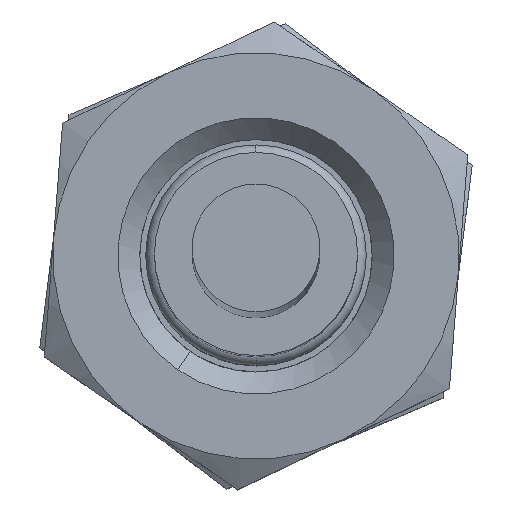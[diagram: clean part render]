
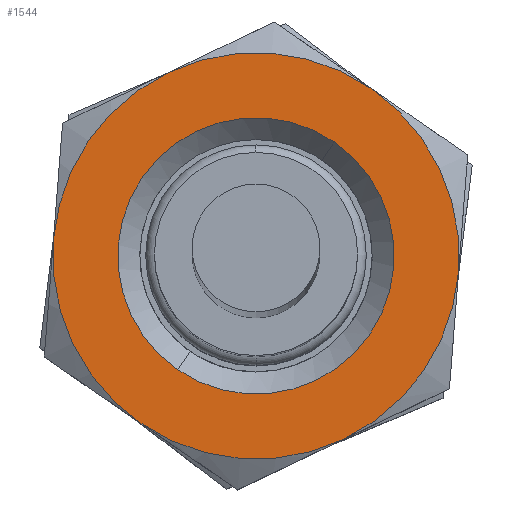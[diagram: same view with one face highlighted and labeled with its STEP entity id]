
A CAD part, top view. The second image highlights one B-rep face of the part: STEP entity #1544.
In plain terms, the highlighted planar face has unit normal (0, 0, 1).
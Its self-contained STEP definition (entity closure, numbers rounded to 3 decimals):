
#82=CARTESIAN_POINT('',(0.,0.,11.067));
#83=DIRECTION('',(0.,0.,-1.));
#84=DIRECTION('',(-0.566,-0.824,0.));
#85=AXIS2_PLACEMENT_3D('',#82,#83,#84);
#91=CARTESIAN_POINT('',(0.,0.,11.067));
#92=DIRECTION('',(0.,0.,-1.));
#93=DIRECTION('',(0.566,0.824,0.));
#94=AXIS2_PLACEMENT_3D('',#91,#92,#93);
#110=CARTESIAN_POINT('',(0.,0.,11.067));
#111=DIRECTION('',(0.,0.,-1.));
#112=DIRECTION('',(0.997,-0.078,0.));
#113=AXIS2_PLACEMENT_3D('',#110,#111,#112);
#115=CARTESIAN_POINT('',(0.,0.,11.067));
#116=DIRECTION('',(0.,0.,-1.));
#117=DIRECTION('',(0.824,-0.566,0.));
#118=AXIS2_PLACEMENT_3D('',#115,#116,#117);
#120=CARTESIAN_POINT('',(0.,0.,11.067));
#121=DIRECTION('',(0.,0.,-1.));
#122=DIRECTION('',(0.431,-0.902,0.));
#123=AXIS2_PLACEMENT_3D('',#120,#121,#122);
#125=CARTESIAN_POINT('',(0.,0.,11.067));
#126=DIRECTION('',(0.,0.,-1.));
#127=DIRECTION('',(-0.566,-0.824,0.));
#128=AXIS2_PLACEMENT_3D('',#125,#126,#127);
#130=CARTESIAN_POINT('',(0.,0.,11.067));
#131=DIRECTION('',(0.,0.,-1.));
#132=DIRECTION('',(-0.997,0.078,0.));
#133=AXIS2_PLACEMENT_3D('',#130,#131,#132);
#135=CARTESIAN_POINT('',(0.,0.,11.067));
#136=DIRECTION('',(0.,0.,-1.));
#137=DIRECTION('',(-0.824,0.566,0.));
#138=AXIS2_PLACEMENT_3D('',#135,#136,#137);
#140=CARTESIAN_POINT('',(0.,0.,11.067));
#141=DIRECTION('',(0.,0.,-1.));
#142=DIRECTION('',(-0.431,0.902,0.));
#143=AXIS2_PLACEMENT_3D('',#140,#141,#142);
#145=CARTESIAN_POINT('',(0.,0.,11.067));
#146=DIRECTION('',(0.,0.,-1.));
#147=DIRECTION('',(0.566,0.824,0.));
#148=AXIS2_PLACEMENT_3D('',#145,#146,#147);
#382=CARTESIAN_POINT('',(-3.489,0.273,11.067));
#406=CARTESIAN_POINT('',(-1.981,-2.885,11.067));
#1292=VERTEX_POINT('',#382);
#1293=VERTEX_POINT('',#406);
#1295=CARTESIAN_POINT('',(1.508,-3.158,11.067));
#1296=VERTEX_POINT('',#1295);
#1297=CARTESIAN_POINT('',(-1.508,3.158,11.067));
#1298=CARTESIAN_POINT('',(1.981,2.885,11.067));
#1299=VERTEX_POINT('',#1297);
#1300=VERTEX_POINT('',#1298);
#1302=CARTESIAN_POINT('',(3.489,-0.273,
11.067));
#1303=VERTEX_POINT('',#1302);
#1306=CARTESIAN_POINT('',(2.885,-1.981,11.067));
#1307=VERTEX_POINT('',#1306);
#1308=CARTESIAN_POINT('',(-2.885,1.981,11.067));
#1309=VERTEX_POINT('',#1308);
#1326=CARTESIAN_POINT('',(1.347,1.962,11.067));
#1327=VERTEX_POINT('',#1326);
#1328=CARTESIAN_POINT('',(-1.347,-1.962,
11.067));
#1329=VERTEX_POINT('',#1328);
#1517=CARTESIAN_POINT('',(0.,0.,11.067));
#1518=DIRECTION('',(0.,0.,-1.));
#1519=DIRECTION('',(0.566,0.824,0.));
#1520=AXIS2_PLACEMENT_3D('',#1517,#1518,#1519);
#1521=PLANE('',#1520);
#1523=ORIENTED_EDGE('',*,*,#1522,.T.);
#1525=ORIENTED_EDGE('',*,*,#1524,.T.);
#1527=ORIENTED_EDGE('',*,*,#1526,.T.);
#1529=ORIENTED_EDGE('',*,*,#1528,.T.);
#1531=ORIENTED_EDGE('',*,*,#1530,.T.);
#1533=ORIENTED_EDGE('',*,*,#1532,.T.);
#1535=ORIENTED_EDGE('',*,*,#1534,.T.);
#1537=ORIENTED_EDGE('',*,*,#1536,.T.);
#1538=EDGE_LOOP('',(#1523,#1525,#1527,#1529,#1531,#1533,#1535,#1537));
#1539=FACE_OUTER_BOUND('',#1538,.F.);
#1540=ORIENTED_EDGE('',*,*,#1459,.F.);
#1541=ORIENTED_EDGE('',*,*,#1484,.F.);
#1542=EDGE_LOOP('',(#1540,#1541));
#1543=FACE_BOUND('',#1542,.F.);
#1544=ADVANCED_FACE('',(#1539,#1543),#1521,.F.);
#86=CIRCLE('',#85,2.38);
#95=CIRCLE('',#94,2.38);
#114=CIRCLE('',#113,3.5);
#119=CIRCLE('',#118,3.5);
#124=CIRCLE('',#123,3.5);
#129=CIRCLE('',#128,3.5);
#134=CIRCLE('',#133,3.5);
#139=CIRCLE('',#138,3.5);
#144=CIRCLE('',#143,3.5);
#149=CIRCLE('',#148,3.5);
#1459=EDGE_CURVE('',#1329,#1327,#86,.T.);
#1484=EDGE_CURVE('',#1327,#1329,#95,.T.);
#1522=EDGE_CURVE('',#1303,#1307,#114,.T.);
#1524=EDGE_CURVE('',#1307,#1296,#119,.T.);
#1526=EDGE_CURVE('',#1296,#1293,#124,.T.);
#1528=EDGE_CURVE('',#1293,#1292,#129,.T.);
#1530=EDGE_CURVE('',#1292,#1309,#134,.T.);
#1532=EDGE_CURVE('',#1309,#1299,#139,.T.);
#1534=EDGE_CURVE('',#1299,#1300,#144,.T.);
#1536=EDGE_CURVE('',#1300,#1303,#149,.T.);
